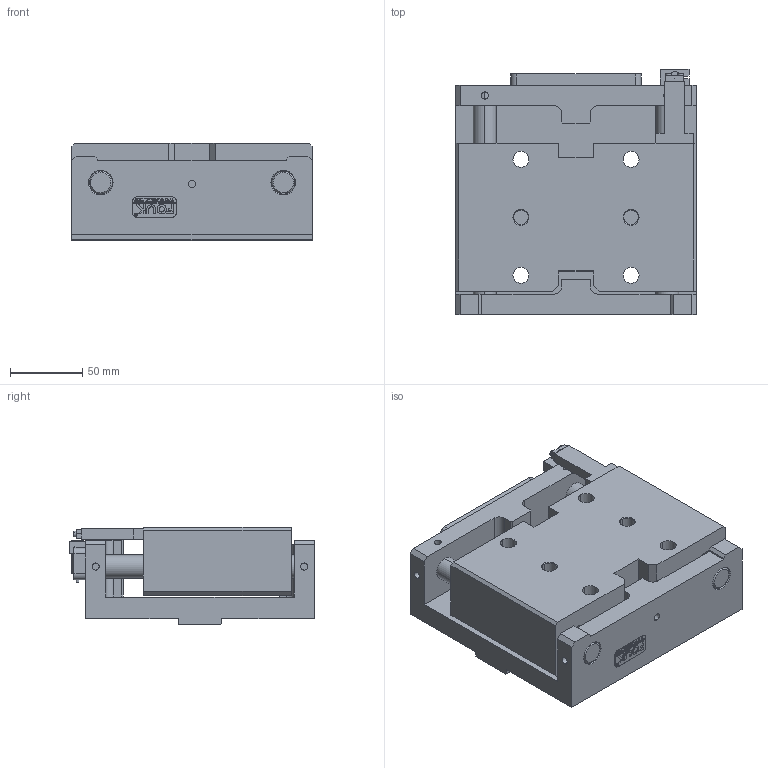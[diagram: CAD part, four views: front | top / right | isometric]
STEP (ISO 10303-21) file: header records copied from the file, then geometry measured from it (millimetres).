
FILE_DESCRIPTION (( 'STEP AP203' ), '1' );
FILE_NAME ('HT-ZG40.STEP', '2024-12-16T01:36:32', ( 'USER-' ), ( 'Microsoft' ), 'SwSTEP 2.0', 'SolidWorks 2018', '' );
FILE_SCHEMA (( 'CONFIG_CONTROL_DESIGN' ));
Length unit declared in the file: millimetre
Products named in the file (13): HT-ZG40杅耀.sldasm-Part-13; 揤輸蚾饜极; 30x14-R3; HT-ZG40杅耀.sldasm-Part-14; HT-ZG40; HT-ZG40杅耀.sldasm-Part-10; 埴翐芛_GB_FASTENER_SCREWS_HSHCS M2X8-N; HT-ZG40杅耀.sldasm-Part-1; HT-ZG40杅耀.sldasm-Part-6; HT-ZG40杅耀.sldasm-Part-8; HT-ZG40杅耀.sldasm-Part-2; 揤輸杅耀.sldasm-Part-9; HT-ZG40杅耀.sldasm-Part-4
Assembly tree (13 placements, depth 3):
  HT-ZG40
    HT-ZG40杅耀.sldasm-Part-1
    HT-ZG40杅耀.sldasm-Part-2
    HT-ZG40杅耀.sldasm-Part-4
    HT-ZG40杅耀.sldasm-Part-6
    HT-ZG40杅耀.sldasm-Part-8
    HT-ZG40杅耀.sldasm-Part-10
    HT-ZG40杅耀.sldasm-Part-13
    HT-ZG40杅耀.sldasm-Part-14
    30x14-R3
    揤輸蚾饜极
      揤輸杅耀.sldasm-Part-9
      埴翐芛_GB_FASTENER_SCREWS_HSHCS M2X8-N  x2
Bounding box: 166 x 169 x 67 mm (x, y, z)
Volume: 1265753.1 mm3; surface area: 210289.1 mm2
Topology: 12 solids, 12 shells, 786 faces, 2112 edges, 1385 vertices
Faces by surface type: plane 392, cylinder 192, bspline 155, cone 43, torus 4
Entity records: 31058 total; most frequent: CARTESIAN_POINT 11159, ORIENTED_EDGE 4096, DIRECTION 3355, EDGE_CURVE 2048, VERTEX_POINT 1352, LINE 1291, VECTOR 1291, AXIS2_PLACEMENT_3D 1032
